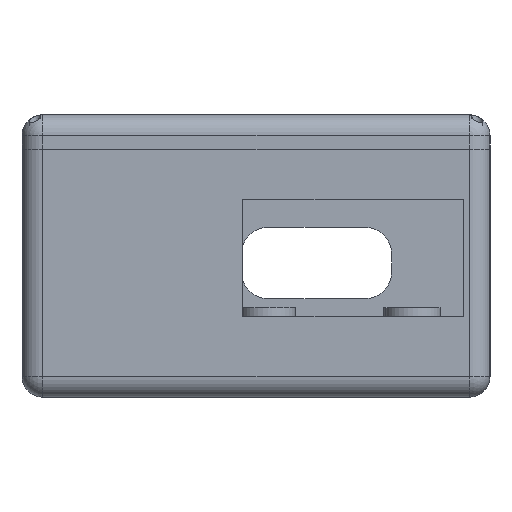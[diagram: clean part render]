
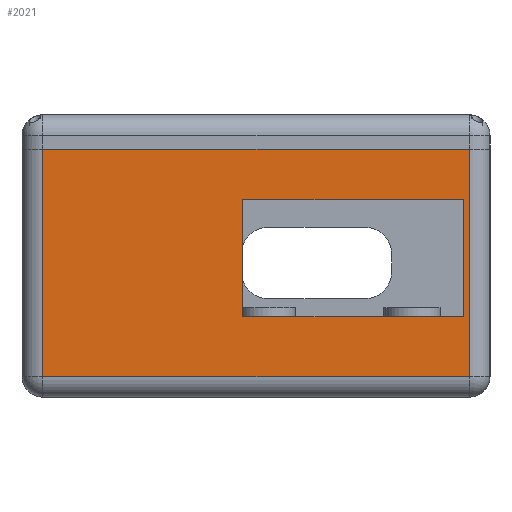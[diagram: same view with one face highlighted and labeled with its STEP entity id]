
A CAD part, left-side view. The second image highlights one B-rep face of the part: STEP entity #2021.
In plain terms, the highlighted planar face has unit normal (-1, 0, 0).
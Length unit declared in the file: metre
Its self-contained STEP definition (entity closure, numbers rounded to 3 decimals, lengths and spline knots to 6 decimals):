
#178=ORIENTED_EDGE('',*,*,#744,.T.);
#179=ORIENTED_EDGE('',*,*,#745,.T.);
#180=ORIENTED_EDGE('',*,*,#746,.T.);
#181=ORIENTED_EDGE('',*,*,#747,.T.);
#182=ORIENTED_EDGE('',*,*,#748,.T.);
#183=ORIENTED_EDGE('',*,*,#749,.T.);
#184=ORIENTED_EDGE('',*,*,#750,.T.);
#185=ORIENTED_EDGE('',*,*,#751,.T.);
#744=EDGE_CURVE('',#1026,#1027,#1216,.T.);
#745=EDGE_CURVE('',#1027,#1028,#1217,.T.);
#746=EDGE_CURVE('',#1028,#1029,#1218,.F.);
#747=EDGE_CURVE('',#1029,#1026,#1219,.F.);
#748=EDGE_CURVE('',#1030,#1031,#1220,.T.);
#749=EDGE_CURVE('',#1031,#1032,#1221,.T.);
#750=EDGE_CURVE('',#1032,#1033,#1222,.T.);
#751=EDGE_CURVE('',#1033,#1030,#1223,.T.);
#1026=VERTEX_POINT('',#3015);
#1027=VERTEX_POINT('',#3016);
#1028=VERTEX_POINT('',#3018);
#1029=VERTEX_POINT('',#3020);
#1030=VERTEX_POINT('',#3023);
#1031=VERTEX_POINT('',#3024);
#1032=VERTEX_POINT('',#3026);
#1033=VERTEX_POINT('',#3028);
#1216=LINE('',#3014,#1412);
#1217=LINE('',#3017,#1413);
#1218=LINE('',#3019,#1414);
#1219=LINE('',#3021,#1415);
#1220=LINE('',#3022,#1416);
#1221=LINE('',#3025,#1417);
#1222=LINE('',#3027,#1418);
#1223=LINE('',#3029,#1419);
#1412=VECTOR('',#2409,1.);
#1413=VECTOR('',#2410,1.);
#1414=VECTOR('',#2411,1.);
#1415=VECTOR('',#2412,1.);
#1416=VECTOR('',#2413,1.);
#1417=VECTOR('',#2414,1.);
#1418=VECTOR('',#2415,1.);
#1419=VECTOR('',#2416,1.);
#1595=EDGE_LOOP('',(#178,#179,#180,#181));
#1596=EDGE_LOOP('',(#182,#183,#184,#185));
#1771=FACE_BOUND('',#1595,.T.);
#1772=FACE_BOUND('',#1596,.T.);
#1945=PLANE('',#2182);
#2021=ADVANCED_FACE('',(#1771,#1772),#1945,.T.);
#2182=AXIS2_PLACEMENT_3D('',#3013,#2407,#2408);
#2407=DIRECTION('',(-1.,0.,0.));
#2408=DIRECTION('',(0.,0.,1.));
#2409=DIRECTION('',(0.,1.,0.));
#2410=DIRECTION('',(0.,0.,-1.));
#2411=DIRECTION('',(0.,1.,0.));
#2412=DIRECTION('',(0.,0.,-1.));
#2413=DIRECTION('',(0.,0.,1.));
#2414=DIRECTION('',(0.,-1.,0.));
#2415=DIRECTION('',(0.,0.,-1.));
#2416=DIRECTION('',(0.,1.,0.));
#3013=CARTESIAN_POINT('',(-0.045163,0.006048,0.008215));
#3014=CARTESIAN_POINT('',(-0.045163,0.006048,0.008215));
#3015=CARTESIAN_POINT('',(-0.045163,-0.009452,0.008215));
#3016=CARTESIAN_POINT('',(-0.045163,0.021548,0.008215));
#3017=CARTESIAN_POINT('',(-0.045163,0.021548,0.008215));
#3018=CARTESIAN_POINT('',(-0.045163,0.021548,-0.008296));
#3019=CARTESIAN_POINT('',(-0.045163,-0.010952,-0.008296));
#3020=CARTESIAN_POINT('',(-0.045163,-0.009452,-0.008296));
#3021=CARTESIAN_POINT('',(-0.045163,-0.009452,0.008215));
#3022=CARTESIAN_POINT('',(-0.045163,0.006998,0.0003));
#3023=CARTESIAN_POINT('',(-0.045163,0.006998,-0.003951));
#3024=CARTESIAN_POINT('',(-0.045163,0.006998,0.00455));
#3025=CARTESIAN_POINT('',(-0.045163,-0.001002,0.00455));
#3026=CARTESIAN_POINT('',(-0.045163,-0.009002,0.00455));
#3027=CARTESIAN_POINT('',(-0.045163,-0.009002,0.0003));
#3028=CARTESIAN_POINT('',(-0.045163,-0.009002,-0.003951));
#3029=CARTESIAN_POINT('',(-0.045163,-0.001002,-0.003951));
